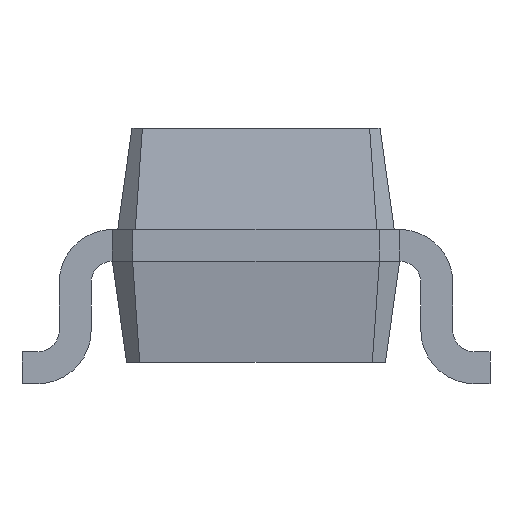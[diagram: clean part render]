
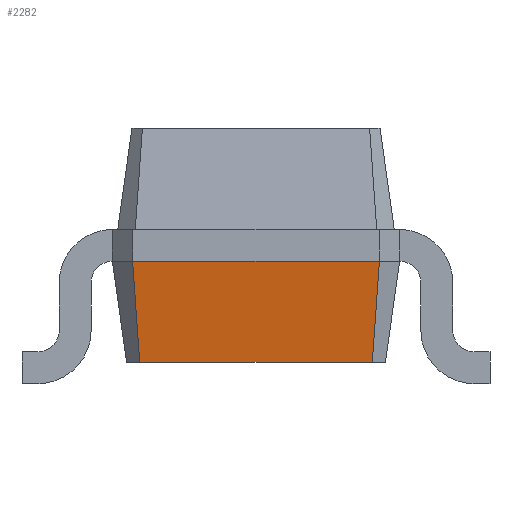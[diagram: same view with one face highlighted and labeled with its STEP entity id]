
A CAD part, left-side view. The second image highlights one B-rep face of the part: STEP entity #2282.
In plain terms, the highlighted free-form (B-spline) face has degree [1, 1] with [2, 2] control points.
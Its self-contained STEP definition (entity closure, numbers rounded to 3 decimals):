
#707 = PLANE('',#708);
#708 = AXIS2_PLACEMENT_3D('',#709,#710,#711);
#709 = CARTESIAN_POINT('',(-1.033,-0.547,0.1));
#710 = DIRECTION('',(0.,0.,-1.));
#711 = DIRECTION('',(0.884,0.468,0.));
#734 = B_SPLINE_SURFACE_WITH_KNOTS('',1,1,(
    (#735,#736)
    ,(#737,#738
    )),.UNSPECIFIED.,.F.,.F.,.F.,(2,2),(2,2),(0.,0.134),(0.,1.)
  ,.PIECEWISE_BEZIER_KNOTS.);
#735 = CARTESIAN_POINT('',(-0.972,-0.608,0.1));
#736 = CARTESIAN_POINT('',(-1.005,-0.675,0.575));
#737 = CARTESIAN_POINT('',(-1.033,-0.547,0.1));
#738 = CARTESIAN_POINT('',(-1.1,-0.58,0.575));
#1210 = EDGE_CURVE('',#1211,#1213,#1215,.T.);
#1211 = VERTEX_POINT('',#1212);
#1212 = CARTESIAN_POINT('',(-1.033,-0.547,0.1));
#1213 = VERTEX_POINT('',#1214);
#1214 = CARTESIAN_POINT('',(-1.033,0.547,0.1));
#1215 = SURFACE_CURVE('',#1216,(#1220,#1227),.PCURVE_S1.);
#1216 = LINE('',#1217,#1218);
#1217 = CARTESIAN_POINT('',(-1.033,-0.547,0.1));
#1218 = VECTOR('',#1219,1.);
#1219 = DIRECTION('',(0.,1.,0.));
#1220 = PCURVE('',#707,#1221);
#1221 = DEFINITIONAL_REPRESENTATION('',(#1222),#1226);
#1222 = LINE('',#1223,#1224);
#1223 = CARTESIAN_POINT('',(0.,0.));
#1224 = VECTOR('',#1225,1.);
#1225 = DIRECTION('',(0.468,-0.884));
#1226 = ( GEOMETRIC_REPRESENTATION_CONTEXT(2) 
PARAMETRIC_REPRESENTATION_CONTEXT() REPRESENTATION_CONTEXT('2D SPACE',''
  ) );
#1227 = PCURVE('',#1228,#1233);
#1228 = B_SPLINE_SURFACE_WITH_KNOTS('',1,1,(
    (#1229,#1230)
    ,(#1231,#1232
    )),.UNSPECIFIED.,.F.,.F.,.F.,(2,2),(2,2),(0.,1.16),(0.,1.),
  .PIECEWISE_BEZIER_KNOTS.);
#1229 = CARTESIAN_POINT('',(-1.033,-0.547,0.1));
#1230 = CARTESIAN_POINT('',(-1.1,-0.58,0.575));
#1231 = CARTESIAN_POINT('',(-1.033,0.547,0.1));
#1232 = CARTESIAN_POINT('',(-1.1,0.58,0.575));
#1233 = DEFINITIONAL_REPRESENTATION('',(#1234),#1237);
#1234 = B_SPLINE_CURVE_WITH_KNOTS('',1,(#1235,#1236),.UNSPECIFIED.,.F.,
  .F.,(2,2),(0.,1.093),.PIECEWISE_BEZIER_KNOTS.);
#1235 = CARTESIAN_POINT('',(0.,0.));
#1236 = CARTESIAN_POINT('',(1.16,0.));
#1237 = ( GEOMETRIC_REPRESENTATION_CONTEXT(2) 
PARAMETRIC_REPRESENTATION_CONTEXT() REPRESENTATION_CONTEXT('2D SPACE',''
  ) );
#1255 = B_SPLINE_SURFACE_WITH_KNOTS('',1,1,(
    (#1256,#1257)
    ,(#1258,#1259
    )),.UNSPECIFIED.,.F.,.F.,.F.,(2,2),(2,2),(0.,0.134),(0.,1.)
  ,.PIECEWISE_BEZIER_KNOTS.);
#1256 = CARTESIAN_POINT('',(-1.033,0.547,0.1));
#1257 = CARTESIAN_POINT('',(-1.1,0.58,0.575));
#1258 = CARTESIAN_POINT('',(-0.972,0.608,0.1));
#1259 = CARTESIAN_POINT('',(-1.005,0.675,0.575));
#1445 = EDGE_CURVE('',#1211,#1446,#1448,.T.);
#1446 = VERTEX_POINT('',#1447);
#1447 = CARTESIAN_POINT('',(-1.1,-0.58,0.575));
#1448 = SURFACE_CURVE('',#1449,(#1452,#1459),.PCURVE_S1.);
#1449 = B_SPLINE_CURVE_WITH_KNOTS('',1,(#1450,#1451),.UNSPECIFIED.,.F.,
  .F.,(2,2),(0.,1.),.PIECEWISE_BEZIER_KNOTS.);
#1450 = CARTESIAN_POINT('',(-1.033,-0.547,0.1));
#1451 = CARTESIAN_POINT('',(-1.1,-0.58,0.575));
#1452 = PCURVE('',#734,#1453);
#1453 = DEFINITIONAL_REPRESENTATION('',(#1454),#1458);
#1454 = LINE('',#1455,#1456);
#1455 = CARTESIAN_POINT('',(0.134,0.));
#1456 = VECTOR('',#1457,1.);
#1457 = DIRECTION('',(0.,1.));
#1458 = ( GEOMETRIC_REPRESENTATION_CONTEXT(2) 
PARAMETRIC_REPRESENTATION_CONTEXT() REPRESENTATION_CONTEXT('2D SPACE',''
  ) );
#1459 = PCURVE('',#1228,#1460);
#1460 = DEFINITIONAL_REPRESENTATION('',(#1461),#1465);
#1461 = LINE('',#1462,#1463);
#1462 = CARTESIAN_POINT('',(0.,0.));
#1463 = VECTOR('',#1464,1.);
#1464 = DIRECTION('',(0.,1.));
#1465 = ( GEOMETRIC_REPRESENTATION_CONTEXT(2) 
PARAMETRIC_REPRESENTATION_CONTEXT() REPRESENTATION_CONTEXT('2D SPACE',''
  ) );
#2250 = PLANE('',#2251);
#2251 = AXIS2_PLACEMENT_3D('',#2252,#2253,#2254);
#2252 = CARTESIAN_POINT('',(-1.1,-0.58,0.725));
#2253 = DIRECTION('',(1.,0.,0.));
#2254 = DIRECTION('',(0.,1.,0.));
#2282 = ADVANCED_FACE('',(#2283),#1228,.F.);
#2283 = FACE_BOUND('',#2284,.F.);
#2284 = EDGE_LOOP('',(#2285,#2286,#2308,#2329));
#2285 = ORIENTED_EDGE('',*,*,#1210,.T.);
#2286 = ORIENTED_EDGE('',*,*,#2287,.T.);
#2287 = EDGE_CURVE('',#1213,#2288,#2290,.T.);
#2288 = VERTEX_POINT('',#2289);
#2289 = CARTESIAN_POINT('',(-1.1,0.58,0.575));
#2290 = SURFACE_CURVE('',#2291,(#2294,#2301),.PCURVE_S1.);
#2291 = B_SPLINE_CURVE_WITH_KNOTS('',1,(#2292,#2293),.UNSPECIFIED.,.F.,
  .F.,(2,2),(0.,1.),.PIECEWISE_BEZIER_KNOTS.);
#2292 = CARTESIAN_POINT('',(-1.033,0.547,0.1));
#2293 = CARTESIAN_POINT('',(-1.1,0.58,0.575));
#2294 = PCURVE('',#1228,#2295);
#2295 = DEFINITIONAL_REPRESENTATION('',(#2296),#2300);
#2296 = LINE('',#2297,#2298);
#2297 = CARTESIAN_POINT('',(1.16,0.));
#2298 = VECTOR('',#2299,1.);
#2299 = DIRECTION('',(0.,1.));
#2300 = ( GEOMETRIC_REPRESENTATION_CONTEXT(2) 
PARAMETRIC_REPRESENTATION_CONTEXT() REPRESENTATION_CONTEXT('2D SPACE',''
  ) );
#2301 = PCURVE('',#1255,#2302);
#2302 = DEFINITIONAL_REPRESENTATION('',(#2303),#2307);
#2303 = LINE('',#2304,#2305);
#2304 = CARTESIAN_POINT('',(0.,0.));
#2305 = VECTOR('',#2306,1.);
#2306 = DIRECTION('',(0.,1.));
#2307 = ( GEOMETRIC_REPRESENTATION_CONTEXT(2) 
PARAMETRIC_REPRESENTATION_CONTEXT() REPRESENTATION_CONTEXT('2D SPACE',''
  ) );
#2308 = ORIENTED_EDGE('',*,*,#2309,.F.);
#2309 = EDGE_CURVE('',#1446,#2288,#2310,.T.);
#2310 = SURFACE_CURVE('',#2311,(#2315,#2322),.PCURVE_S1.);
#2311 = LINE('',#2312,#2313);
#2312 = CARTESIAN_POINT('',(-1.1,-0.58,0.575));
#2313 = VECTOR('',#2314,1.);
#2314 = DIRECTION('',(0.,1.,0.));
#2315 = PCURVE('',#1228,#2316);
#2316 = DEFINITIONAL_REPRESENTATION('',(#2317),#2321);
#2317 = LINE('',#2318,#2319);
#2318 = CARTESIAN_POINT('',(0.,1.));
#2319 = VECTOR('',#2320,1.);
#2320 = DIRECTION('',(1.,0.));
#2321 = ( GEOMETRIC_REPRESENTATION_CONTEXT(2) 
PARAMETRIC_REPRESENTATION_CONTEXT() REPRESENTATION_CONTEXT('2D SPACE',''
  ) );
#2322 = PCURVE('',#2250,#2323);
#2323 = DEFINITIONAL_REPRESENTATION('',(#2324),#2328);
#2324 = LINE('',#2325,#2326);
#2325 = CARTESIAN_POINT('',(0.,-0.15));
#2326 = VECTOR('',#2327,1.);
#2327 = DIRECTION('',(1.,0.));
#2328 = ( GEOMETRIC_REPRESENTATION_CONTEXT(2) 
PARAMETRIC_REPRESENTATION_CONTEXT() REPRESENTATION_CONTEXT('2D SPACE',''
  ) );
#2329 = ORIENTED_EDGE('',*,*,#1445,.F.);
